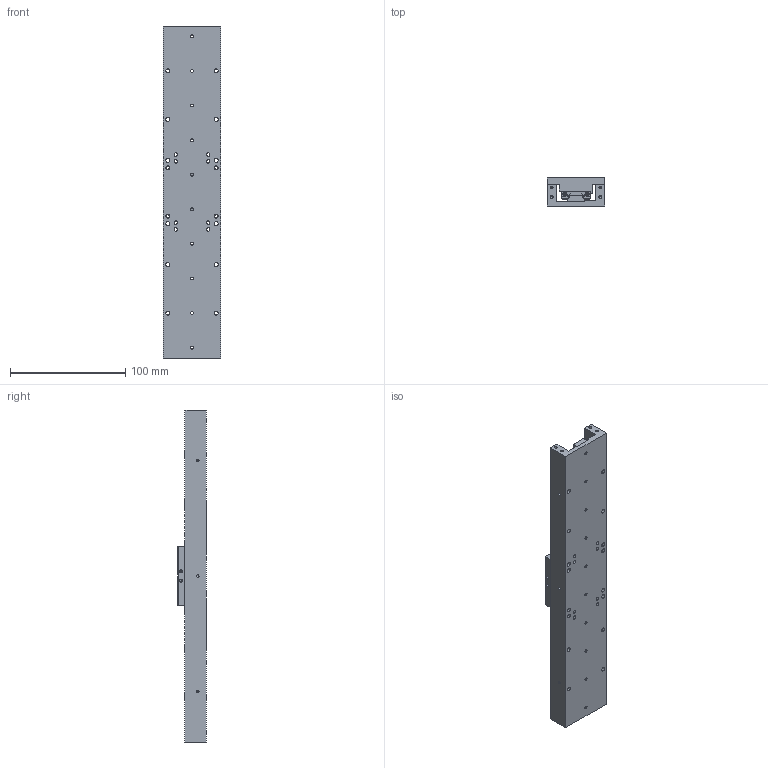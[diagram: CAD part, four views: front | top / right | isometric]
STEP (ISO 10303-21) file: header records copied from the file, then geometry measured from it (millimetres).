
FILE_DESCRIPTION (( 'STEP AP203' ), '1' );
FILE_NAME ('LAHP-25TM220SF.step', '2020-12-09T21:55:00', ( '' ), ( '' ), 'SwSTEP 2.0', 'SolidWorks 2019', '' );
FILE_SCHEMA (( 'CONFIG_CONTROL_DESIGN' ));
Length unit declared in the file: inch
Products named in the file (3): LAHP-25TM220SF_BASE; LAHP-25TM220SF_CARRIAGE; LAHP-25TM220SF
Assembly tree (2 placements, depth 2):
  LAHP-25TM220SF
    LAHP-25TM220SF_BASE
    LAHP-25TM220SF_CARRIAGE
Bounding box: 50 x 25 x 288 mm (x, y, z)
Volume: 170327.7 mm3; surface area: 71264.7 mm2
Topology: 2 solids, 4 shells, 994 faces, 2577 edges, 1642 vertices
Faces by surface type: plane 540, cylinder 334, cone 104, torus 16
Entity records: 30480 total; most frequent: DIRECTION 5291, CARTESIAN_POINT 5278, ORIENTED_EDGE 5042, EDGE_CURVE 2521, AXIS2_PLACEMENT_3D 1783, VECTOR 1725, LINE 1725, VERTEX_POINT 1642
